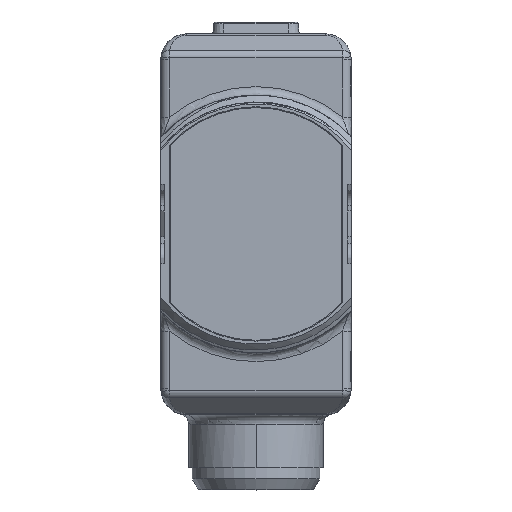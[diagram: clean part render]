
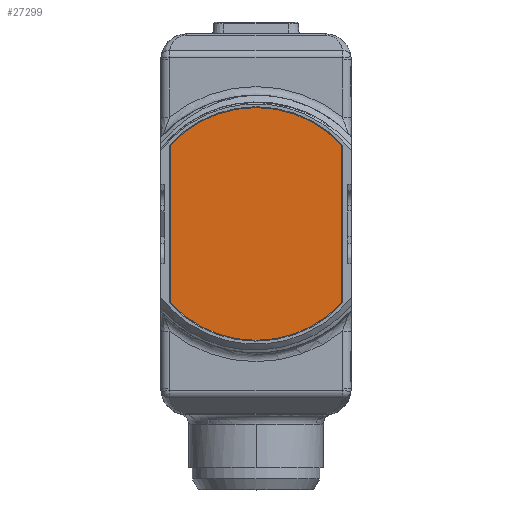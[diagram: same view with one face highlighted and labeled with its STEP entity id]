
A CAD part, top view. The second image highlights one B-rep face of the part: STEP entity #27299.
In plain terms, the highlighted planar face has unit normal (0, 0, 1).
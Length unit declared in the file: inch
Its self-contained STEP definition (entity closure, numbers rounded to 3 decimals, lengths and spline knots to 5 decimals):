
#10680=CARTESIAN_POINT('',(0.,0.86614,0.1378));
#10681=DIRECTION('',(0.,0.,1.));
#10682=DIRECTION('',(0.736,0.677,0.));
#10683=AXIS2_PLACEMENT_3D('',#10680,#10681,#10682);
#10685=DIRECTION('',(0.,1.,0.));
#10686=VECTOR('',#10685,0.71689);
#10687=CARTESIAN_POINT('',(0.38976,0.5077,
0.1378));
#10688=LINE('',#10687,#10686);
#10689=CARTESIAN_POINT('',(0.,0.86614,0.1378));
#10690=DIRECTION('',(0.,0.,1.));
#10691=DIRECTION('',(-0.736,-0.677,0.));
#10692=AXIS2_PLACEMENT_3D('',#10689,#10690,#10691);
#10694=DIRECTION('',(0.,-1.,0.));
#10695=VECTOR('',#10694,0.71689);
#10696=CARTESIAN_POINT('',(-0.38976,1.22459,
0.1378));
#10697=LINE('',#10696,#10695);
#12559=CARTESIAN_POINT('',(0.38976,1.22459,
0.1378));
#12560=CARTESIAN_POINT('',(-0.38976,1.22459,
0.1378));
#12561=VERTEX_POINT('',#12559);
#12562=VERTEX_POINT('',#12560);
#12563=CARTESIAN_POINT('',(-0.38976,0.5077,
0.1378));
#12564=VERTEX_POINT('',#12563);
#12565=CARTESIAN_POINT('',(0.38976,0.5077,
0.1378));
#12566=VERTEX_POINT('',#12565);
#27287=CARTESIAN_POINT('',(0.,0.86614,0.1378));
#27288=DIRECTION('',(0.,0.,1.));
#27289=DIRECTION('',(0.,-1.,0.));
#27290=AXIS2_PLACEMENT_3D('',#27287,#27288,#27289);
#27291=PLANE('',#27290);
#27292=ORIENTED_EDGE('',*,*,#27187,.F.);
#27293=ORIENTED_EDGE('',*,*,#27206,.F.);
#27295=ORIENTED_EDGE('',*,*,#27294,.F.);
#27296=ORIENTED_EDGE('',*,*,#27277,.F.);
#27297=EDGE_LOOP('',(#27292,#27293,#27295,#27296));
#27298=FACE_OUTER_BOUND('',#27297,.F.);
#27299=ADVANCED_FACE('',(#27298),#27291,.T.);
#10684=CIRCLE('',#10683,0.52953);
#10693=CIRCLE('',#10692,0.52953);
#27187=EDGE_CURVE('',#12561,#12562,#10684,.T.);
#27206=EDGE_CURVE('',#12566,#12561,#10688,.T.);
#27277=EDGE_CURVE('',#12562,#12564,#10697,.T.);
#27294=EDGE_CURVE('',#12564,#12566,#10693,.T.);
